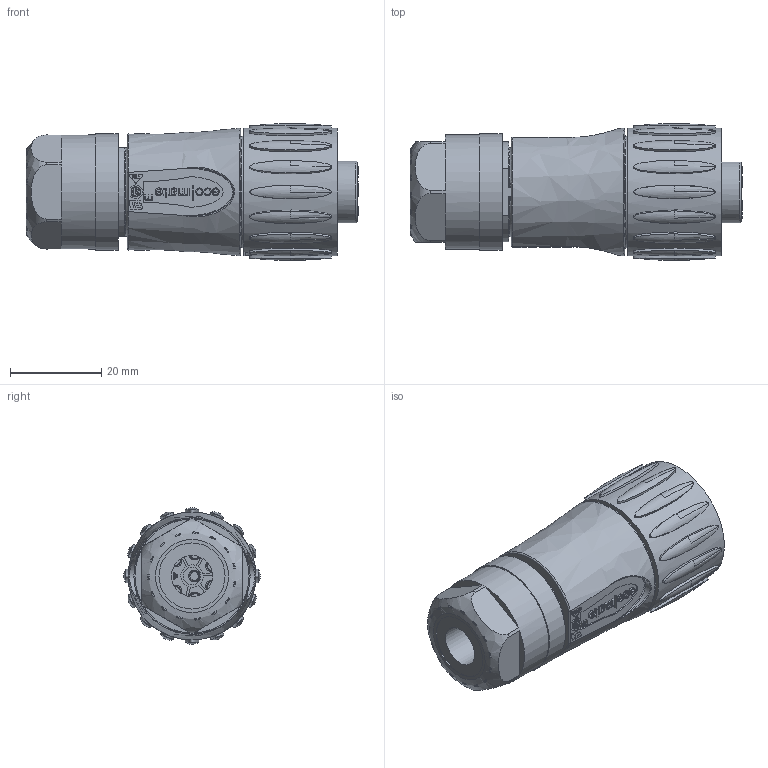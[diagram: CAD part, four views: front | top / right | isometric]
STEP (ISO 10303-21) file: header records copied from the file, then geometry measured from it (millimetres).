
FILE_DESCRIPTION(/* description */ (''),/* implementation_level */ '2;1');
FILE_NAME(/* name */ 'C016_30D006_100_12.stp',/* time_stamp */ '2016-06-08T14:54:18+02:00',/* author */ (''),/* organization */ (''),/* preprocessor_version */ 'ST-DEVELOPER v15',/* originating_system */ 'SIEMENS PLM Software NX 9.0',/* authorisation */ '');
FILE_SCHEMA (('CONFIG_CONTROL_DESIGN'));
Products named in the file (1): c3d-c016 30d006 100 12nxm001-01
Bounding box: 72.8 x 30 x 30 mm (x, y, z)
Volume: 23678.5 mm3; surface area: 18293.8 mm2
Topology: 1 solids, 1 shells, 1522 faces, 4208 edges, 2699 vertices
Faces by surface type: plane 879, cylinder 312, bspline 225, cone 86, extrusion 20
Full cylindrical faces by diameter (mm): 0.384 x2, 1.7 x7, 3.9 x1, 9 x1, 13.6 x1, 14.2 x1, 14.5 x1, 16.2 x1, 17 x1, 17.5 x1, 17.7 x2, 17.8 x1, 18.8 x1, 19.4 x1, 19.9 x1, 20 x1, 20.8 x1, 21.2 x1, 22.6 x1, 22.8 x1, 23 x1, 24.5 x1, 25 x2, 25.5 x1, 28 x1
Entity records: 57443 total; most frequent: CARTESIAN_POINT 20818, ORIENTED_EDGE 8098, DIRECTION 6809, EDGE_CURVE 4049, VERTEX_POINT 2674, VECTOR 2377, LINE 2357, AXIS2_PLACEMENT_3D 2216
